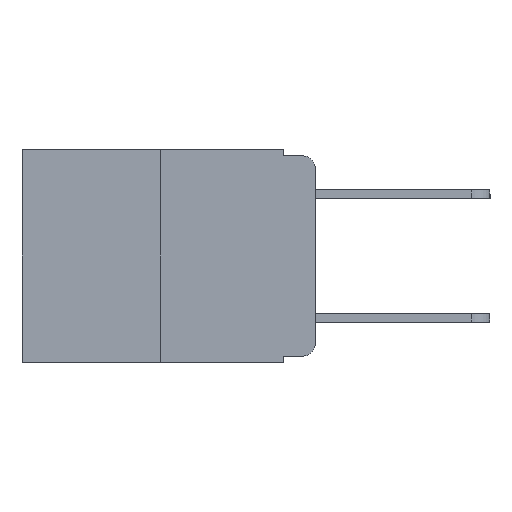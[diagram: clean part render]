
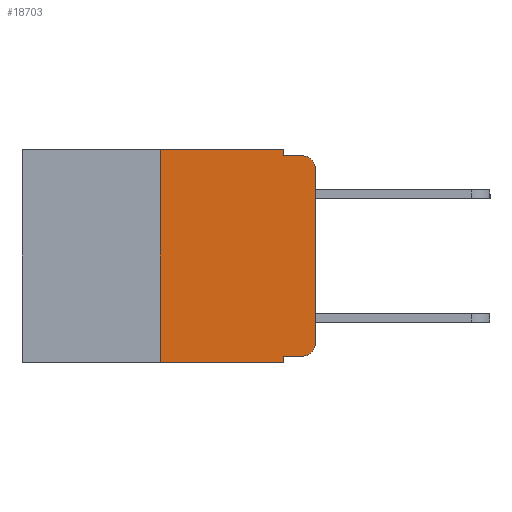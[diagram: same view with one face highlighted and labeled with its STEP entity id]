
A CAD part, left-side view. The second image highlights one B-rep face of the part: STEP entity #18703.
In plain terms, the highlighted planar face has unit normal (-1, 0, 0).
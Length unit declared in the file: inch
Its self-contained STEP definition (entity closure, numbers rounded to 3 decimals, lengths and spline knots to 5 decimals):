
#263 = CARTESIAN_POINT ( 'NONE',  ( 0., 0.051, -0.333 ) ) ;
#326 = VECTOR ( 'NONE', #14600, 39.37008 ) ;
#408 = LINE ( 'NONE', #2408, #11707 ) ;
#580 = CARTESIAN_POINT ( 'NONE',  ( 0., 0.051, 0. ) ) ;
#608 = CARTESIAN_POINT ( 'NONE',  ( 0., 0.02, -0.333 ) ) ;
#993 = CARTESIAN_POINT ( 'NONE',  ( 0., 0.473, 0. ) ) ;
#1383 = DIRECTION ( 'NONE',  ( -1., 0., 0. ) ) ;
#1577 = VERTEX_POINT ( 'NONE', #16806 ) ;
#1627 = ORIENTED_EDGE ( 'NONE', *, *, #10767, .T. ) ;
#1814 = VERTEX_POINT ( 'NONE', #14721 ) ;
#2025 = DIRECTION ( 'NONE',  ( 0., -1., 0. ) ) ;
#2331 = EDGE_CURVE ( 'NONE', #12491, #3207, #16549, .T. ) ;
#2374 = CARTESIAN_POINT ( 'NONE',  ( 0., 0.25, -0.343 ) ) ;
#2408 = CARTESIAN_POINT ( 'NONE',  ( 0., 0.473, -0.343 ) ) ;
#2538 = LINE ( 'NONE', #18511, #17862 ) ;
#2793 = EDGE_CURVE ( 'NONE', #1577, #6593, #4206, .T. ) ;
#2842 = CARTESIAN_POINT ( 'NONE',  ( 0., 0.25, 0. ) ) ;
#3193 = CARTESIAN_POINT ( 'NONE',  ( 0., 0., -0.03 ) ) ;
#3207 = VERTEX_POINT ( 'NONE', #3193 ) ;
#3449 = ORIENTED_EDGE ( 'NONE', *, *, #14763, .F. ) ;
#3783 = DIRECTION ( 'NONE',  ( -1., 0., 0. ) ) ;
#3896 = CARTESIAN_POINT ( 'NONE',  ( 0., 0.02, -0.01 ) ) ;
#3994 = ORIENTED_EDGE ( 'NONE', *, *, #13989, .T. ) ;
#4082 = DIRECTION ( 'NONE',  ( 0., 0., -1. ) ) ;
#4104 = DIRECTION ( 'NONE',  ( 0., -1., 0. ) ) ;
#4206 = LINE ( 'NONE', #12384, #18741 ) ;
#4290 = FACE_OUTER_BOUND ( 'NONE', #12453, .T. ) ;
#4305 = VERTEX_POINT ( 'NONE', #2374 ) ;
#4316 = LINE ( 'NONE', #263, #11613 ) ;
#4778 = VERTEX_POINT ( 'NONE', #10617 ) ;
#5120 = CARTESIAN_POINT ( 'NONE',  ( 0., 0., -0.313 ) ) ;
#5424 = VECTOR ( 'NONE', #4082, 39.37008 ) ;
#5888 = LINE ( 'NONE', #580, #5424 ) ;
#5974 = PLANE ( 'NONE',  #15516 ) ;
#6593 = VERTEX_POINT ( 'NONE', #18335 ) ;
#6834 = CIRCLE ( 'NONE', #19060, 0.02 ) ;
#7230 = ORIENTED_EDGE ( 'NONE', *, *, #16766, .F. ) ;
#7404 = DIRECTION ( 'NONE',  ( 1., 0., 0. ) ) ;
#7791 = VERTEX_POINT ( 'NONE', #3896 ) ;
#7949 = VERTEX_POINT ( 'NONE', #18310 ) ;
#8457 = AXIS2_PLACEMENT_3D ( 'NONE', #10507, #1383, #11980 ) ;
#9593 = LINE ( 'NONE', #19115, #13029 ) ;
#9812 = EDGE_CURVE ( 'NONE', #12023, #12491, #14886, .T. ) ;
#10507 = CARTESIAN_POINT ( 'NONE',  ( 0., 0.02, -0.313 ) ) ;
#10617 = CARTESIAN_POINT ( 'NONE',  ( 0., 0.051, -0.333 ) ) ;
#10767 = EDGE_CURVE ( 'NONE', #4778, #12023, #4316, .T. ) ;
#10872 = ORIENTED_EDGE ( 'NONE', *, *, #2793, .F. ) ;
#11613 = VECTOR ( 'NONE', #2025, 39.37008 ) ;
#11673 = LINE ( 'NONE', #2842, #18875 ) ;
#11707 = VECTOR ( 'NONE', #4104, 39.37008 ) ;
#11788 = DIRECTION ( 'NONE',  ( 0., 0., 1. ) ) ;
#11976 = DIRECTION ( 'NONE',  ( 0., -1., 0. ) ) ;
#11980 = DIRECTION ( 'NONE',  ( 0., 0., -1. ) ) ;
#12023 = VERTEX_POINT ( 'NONE', #608 ) ;
#12239 = ORIENTED_EDGE ( 'NONE', *, *, #17684, .T. ) ;
#12384 = CARTESIAN_POINT ( 'NONE',  ( 0., 0.473, 0. ) ) ;
#12453 = EDGE_LOOP ( 'NONE', ( #17348, #12239, #7230, #16934, #10872, #3449, #3994, #12706, #1627, #14118 ) ) ;
#12491 = VERTEX_POINT ( 'NONE', #5120 ) ;
#12579 = CARTESIAN_POINT ( 'NONE',  ( 0., 0.02, -0.03 ) ) ;
#12706 = ORIENTED_EDGE ( 'NONE', *, *, #12727, .F. ) ;
#12727 = EDGE_CURVE ( 'NONE', #4778, #7949, #5888, .T. ) ;
#13029 = VECTOR ( 'NONE', #11976, 39.37008 ) ;
#13989 = EDGE_CURVE ( 'NONE', #4305, #7949, #408, .T. ) ;
#14085 = DIRECTION ( 'NONE',  ( 0., 0., -1. ) ) ;
#14118 = ORIENTED_EDGE ( 'NONE', *, *, #9812, .T. ) ;
#14600 = DIRECTION ( 'NONE',  ( 0., 0., 1. ) ) ;
#14721 = CARTESIAN_POINT ( 'NONE',  ( 0., 0.051, -0.01 ) ) ;
#14763 = EDGE_CURVE ( 'NONE', #4305, #1577, #11673, .T. ) ;
#14886 = CIRCLE ( 'NONE', #8457, 0.02 ) ;
#15516 = AXIS2_PLACEMENT_3D ( 'NONE', #993, #7404, #17662 ) ;
#15767 = DIRECTION ( 'NONE',  ( 0., 0., -1. ) ) ;
#15787 = EDGE_CURVE ( 'NONE', #6593, #1814, #2538, .T. ) ;
#16213 = DIRECTION ( 'NONE',  ( 0., -1., 0. ) ) ;
#16549 = LINE ( 'NONE', #18277, #326 ) ;
#16766 = EDGE_CURVE ( 'NONE', #1814, #7791, #9593, .T. ) ;
#16806 = CARTESIAN_POINT ( 'NONE',  ( 0., 0.25, 0. ) ) ;
#16934 = ORIENTED_EDGE ( 'NONE', *, *, #15787, .F. ) ;
#17348 = ORIENTED_EDGE ( 'NONE', *, *, #2331, .T. ) ;
#17662 = DIRECTION ( 'NONE',  ( 0., 0., -1. ) ) ;
#17684 = EDGE_CURVE ( 'NONE', #3207, #7791, #6834, .T. ) ;
#17862 = VECTOR ( 'NONE', #15767, 39.37008 ) ;
#18277 = CARTESIAN_POINT ( 'NONE',  ( 0., 0., 0. ) ) ;
#18310 = CARTESIAN_POINT ( 'NONE',  ( 0., 0.051, -0.343 ) ) ;
#18335 = CARTESIAN_POINT ( 'NONE',  ( 0., 0.051, 0. ) ) ;
#18511 = CARTESIAN_POINT ( 'NONE',  ( 0., 0.051, 0. ) ) ;
#18703 = ADVANCED_FACE ( 'NONE', ( #4290 ), #5974, .F. ) ;
#18741 = VECTOR ( 'NONE', #16213, 39.37008 ) ;
#18875 = VECTOR ( 'NONE', #11788, 39.37008 ) ;
#19060 = AXIS2_PLACEMENT_3D ( 'NONE', #12579, #3783, #14085 ) ;
#19115 = CARTESIAN_POINT ( 'NONE',  ( 0., 0.051, -0.01 ) ) ;
